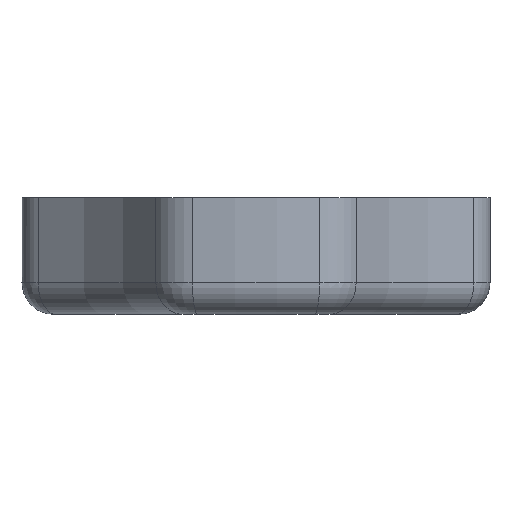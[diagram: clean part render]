
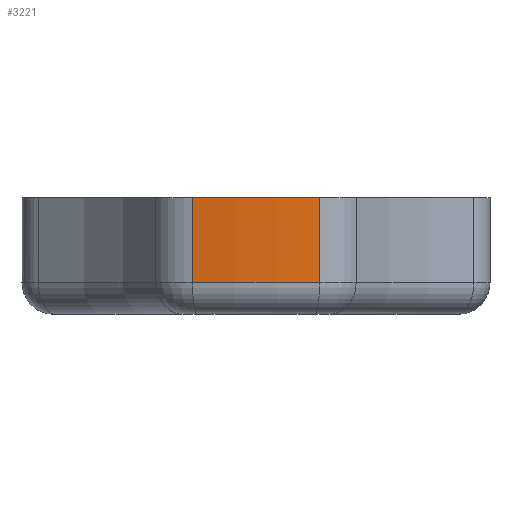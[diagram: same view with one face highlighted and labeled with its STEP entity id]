
A CAD part, front view. The second image highlights one B-rep face of the part: STEP entity #3221.
In plain terms, the highlighted cylindrical face has radius 36.625 mm (diameter 73.25 mm), a partial arc.
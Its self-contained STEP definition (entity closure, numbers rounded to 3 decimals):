
#178 = ORIENTED_EDGE ( 'NONE', *, *, #1890, .T. ) ;
#227 = ORIENTED_EDGE ( 'NONE', *, *, #1685, .T. ) ;
#332 = CIRCLE ( 'NONE', #2500, 36.625 ) ;
#352 = ORIENTED_EDGE ( 'NONE', *, *, #2898, .T. ) ;
#374 = VERTEX_POINT ( 'NONE', #1452 ) ;
#419 = DIRECTION ( 'NONE',  ( -1., 0., 0. ) ) ;
#435 = DIRECTION ( 'NONE',  ( 0., 0., 1. ) ) ;
#524 = DIRECTION ( 'NONE',  ( 0., 0., -1. ) ) ;
#651 = VERTEX_POINT ( 'NONE', #2376 ) ;
#724 = DIRECTION ( 'NONE',  ( 1., 0., 0. ) ) ;
#740 = CARTESIAN_POINT ( 'NONE',  ( -1.379, 9.357, -12.209 ) ) ;
#839 = VECTOR ( 'NONE', #847, 1000. ) ;
#847 = DIRECTION ( 'NONE',  ( 0., 0., 1. ) ) ;
#1023 = ORIENTED_EDGE ( 'NONE', *, *, #3370, .F. ) ;
#1046 = DIRECTION ( 'NONE',  ( 0., 0., 1. ) ) ;
#1183 = CARTESIAN_POINT ( 'NONE',  ( 4.678, -26.764, -12.209 ) ) ;
#1303 = AXIS2_PLACEMENT_3D ( 'NONE', #740, #3433, #724 ) ;
#1361 = VECTOR ( 'NONE', #435, 1000. ) ;
#1415 = AXIS2_PLACEMENT_3D ( 'NONE', #2203, #1046, #419 ) ;
#1451 = CARTESIAN_POINT ( 'NONE',  ( -1.379, 9.357, -1.109 ) ) ;
#1452 = CARTESIAN_POINT ( 'NONE',  ( 4.678, -26.764, -9.209 ) ) ;
#1656 = FACE_OUTER_BOUND ( 'NONE', #3185, .T. ) ;
#1685 = EDGE_CURVE ( 'NONE', #1819, #651, #332, .T. ) ;
#1819 = VERTEX_POINT ( 'NONE', #2803 ) ;
#1870 = CARTESIAN_POINT ( 'NONE',  ( -7.436, -26.764, -9.209 ) ) ;
#1890 = EDGE_CURVE ( 'NONE', #2377, #374, #2900, .T. ) ;
#1966 = LINE ( 'NONE', #2323, #1361 ) ;
#2203 = CARTESIAN_POINT ( 'NONE',  ( -1.379, 9.357, -9.209 ) ) ;
#2323 = CARTESIAN_POINT ( 'NONE',  ( -7.436, -26.764, -12.209 ) ) ;
#2376 = CARTESIAN_POINT ( 'NONE',  ( -7.436, -26.764, -1.109 ) ) ;
#2377 = VERTEX_POINT ( 'NONE', #1870 ) ;
#2500 = AXIS2_PLACEMENT_3D ( 'NONE', #1451, #524, #3540 ) ;
#2803 = CARTESIAN_POINT ( 'NONE',  ( 4.678, -26.764, -1.109 ) ) ;
#2898 = EDGE_CURVE ( 'NONE', #374, #1819, #3550, .T. ) ;
#2900 = CIRCLE ( 'NONE', #1415, 36.625 ) ;
#3185 = EDGE_LOOP ( 'NONE', ( #1023, #178, #352, #227 ) ) ;
#3221 = ADVANCED_FACE ( 'NONE', ( #1656 ), #3729, .T. ) ;
#3370 = EDGE_CURVE ( 'NONE', #2377, #651, #1966, .T. ) ;
#3433 = DIRECTION ( 'NONE',  ( 0., 0., 1. ) ) ;
#3540 = DIRECTION ( 'NONE',  ( -1., 0., 0. ) ) ;
#3550 = LINE ( 'NONE', #1183, #839 ) ;
#3729 = CYLINDRICAL_SURFACE ( 'NONE', #1303, 36.625 ) ;
